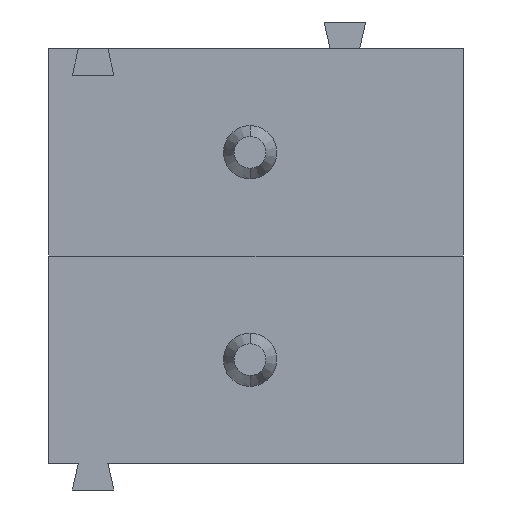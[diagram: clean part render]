
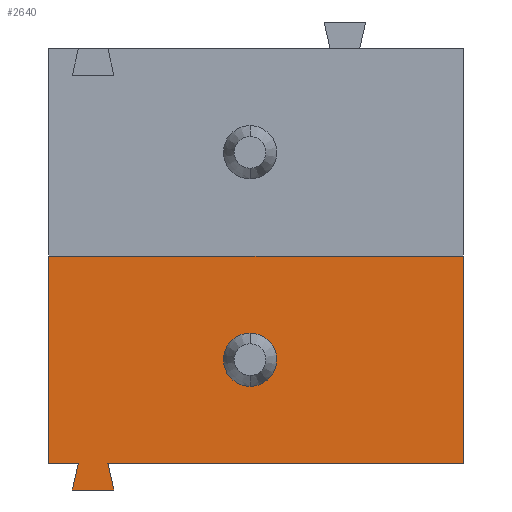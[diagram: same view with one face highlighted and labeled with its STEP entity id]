
A CAD part, front view. The second image highlights one B-rep face of the part: STEP entity #2640.
In plain terms, the highlighted planar face has unit normal (0, -1, 0).
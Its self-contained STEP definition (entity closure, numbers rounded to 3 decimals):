
#2256=VERTEX_POINT('NONE',#2257);
#2257=CARTESIAN_POINT('',(-0.1,-4.25,-2.2));
#2263=EDGE_CURVE('NONE',#2256,#2264,#2266,.F.);
#2264=VERTEX_POINT('NONE',#2265);
#2265=CARTESIAN_POINT('',(-0.1,-4.25,-1.3));
#2266=CIRCLE('',#2267,0.45);
#2267=AXIS2_PLACEMENT_3D('',#2268,#2269,#2270);
#2268=CARTESIAN_POINT('',(-0.1,-4.25,-1.75));
#2269=DIRECTION('',(0.0,1.0,0.0));
#2270=DIRECTION('',(0.0,0.0,1.0));
#2355=VERTEX_POINT('NONE',#2356);
#2356=CARTESIAN_POINT('',(3.5,-4.25,-3.5));
#2362=EDGE_CURVE('NONE',#2355,#2363,#2365,.F.);
#2363=VERTEX_POINT('NONE',#2364);
#2364=CARTESIAN_POINT('',(-2.5,-4.25,-3.5));
#2365=LINE('',#2366,#2367);
#2366=CARTESIAN_POINT('',(0.0,-4.25,-3.5));
#2367=VECTOR('',#2368,1.0);
#2368=DIRECTION('',(1.0,0.0,0.0));
#2387=VERTEX_POINT('NONE',#2388);
#2388=CARTESIAN_POINT('',(-3.0,-4.25,-3.5));
#2394=EDGE_CURVE('NONE',#2387,#2395,#2397,.F.);
#2395=VERTEX_POINT('NONE',#2396);
#2396=CARTESIAN_POINT('',(-3.5,-4.25,-3.5));
#2397=LINE('',#2398,#2399);
#2398=CARTESIAN_POINT('',(0.0,-4.25,-3.5));
#2399=VECTOR('',#2400,1.0);
#2400=DIRECTION('',(1.0,0.0,0.0));
#2581=VERTEX_POINT('NONE',#2582);
#2582=CARTESIAN_POINT('',(3.5,-4.25,0.0));
#2588=EDGE_CURVE('NONE',#2581,#2355,#2589,.T.);
#2589=LINE('',#2590,#2591);
#2590=CARTESIAN_POINT('',(3.5,-4.25,3.5));
#2591=VECTOR('',#2592,1.0);
#2592=DIRECTION('',(0.0,0.0,-1.0));
#2621=VERTEX_POINT('NONE',#2622);
#2622=CARTESIAN_POINT('',(-3.5,-4.25,0.0));
#2630=EDGE_CURVE('NONE',#2395,#2621,#2631,.F.);
#2631=LINE('',#2632,#2633);
#2632=CARTESIAN_POINT('',(-3.5,-4.25,3.5));
#2633=VECTOR('',#2634,1.0);
#2634=DIRECTION('',(0.0,0.0,-1.0));
#2640=ADVANCED_FACE('NONE',(#2641,#2651),#2685,.F.);
#2641=FACE_BOUND('NONE',#2642,.T.);
#2642=EDGE_LOOP('',(#2643,#2644));
#2643=ORIENTED_EDGE('',*,*,#2263,.F.);
#2644=ORIENTED_EDGE('',*,*,#2645,.T.);
#2645=EDGE_CURVE('NONE',#2256,#2264,#2646,.T.);
#2646=CIRCLE('',#2647,0.45);
#2647=AXIS2_PLACEMENT_3D('',#2648,#2649,#2650);
#2648=CARTESIAN_POINT('',(-0.1,-4.25,-1.75));
#2649=DIRECTION('',(0.0,1.0,0.0));
#2650=DIRECTION('',(0.0,0.0,1.0));
#2651=FACE_BOUND('NONE',#2652,.T.);
#2652=EDGE_LOOP('',(#2653,#2659,#2660,#2661,#2669,#2677,#2683,#2684));
#2653=ORIENTED_EDGE('',*,*,#2654,.T.);
#2654=EDGE_CURVE('NONE',#2581,#2621,#2655,.F.);
#2655=LINE('',#2656,#2657);
#2656=CARTESIAN_POINT('',(0.0,-4.25,0.0));
#2657=VECTOR('',#2658,1.0);
#2658=DIRECTION('',(1.0,0.0,0.0));
#2659=ORIENTED_EDGE('',*,*,#2630,.F.);
#2660=ORIENTED_EDGE('',*,*,#2394,.F.);
#2661=ORIENTED_EDGE('',*,*,#2662,.T.);
#2662=EDGE_CURVE('NONE',#2387,#2663,#2665,.F.);
#2663=VERTEX_POINT('NONE',#2664);
#2664=CARTESIAN_POINT('',(-3.1,-4.25,-3.95));
#2665=LINE('',#2666,#2667);
#2666=CARTESIAN_POINT('',(-2.118,-4.25,0.471));
#2667=VECTOR('',#2668,1.0);
#2668=DIRECTION('',(0.217,0.0,0.976));
#2669=ORIENTED_EDGE('',*,*,#2670,.T.);
#2670=EDGE_CURVE('NONE',#2663,#2671,#2673,.F.);
#2671=VERTEX_POINT('NONE',#2672);
#2672=CARTESIAN_POINT('',(-2.4,-4.25,-3.95));
#2673=LINE('',#2674,#2675);
#2674=CARTESIAN_POINT('',(0.0,-4.25,-3.95));
#2675=VECTOR('',#2676,1.0);
#2676=DIRECTION('',(-1.0,0.0,0.0));
#2677=ORIENTED_EDGE('',*,*,#2678,.T.);
#2678=EDGE_CURVE('NONE',#2671,#2363,#2679,.T.);
#2679=LINE('',#2680,#2681);
#2680=CARTESIAN_POINT('',(-3.124,-4.25,-0.694));
#2681=VECTOR('',#2682,1.0);
#2682=DIRECTION('',(-0.217,0.0,0.976));
#2683=ORIENTED_EDGE('',*,*,#2362,.F.);
#2684=ORIENTED_EDGE('',*,*,#2588,.F.);
#2685=PLANE('',#2686);
#2686=AXIS2_PLACEMENT_3D('',#2687,#2688,#2689);
#2687=CARTESIAN_POINT('',(0.0,-4.25,3.5));
#2688=DIRECTION('',(0.0,1.0,0.0));
#2689=DIRECTION('',(0.0,0.0,1.0));
